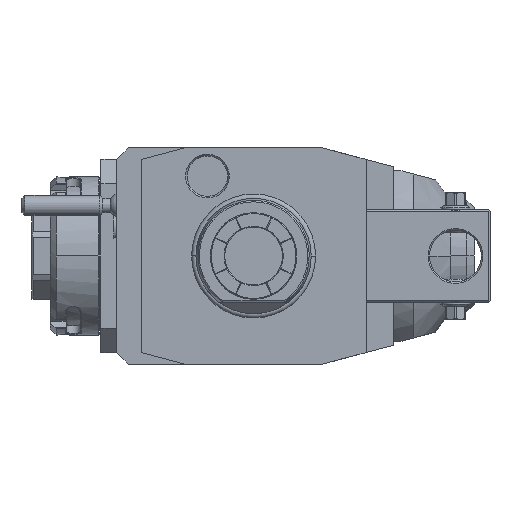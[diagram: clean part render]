
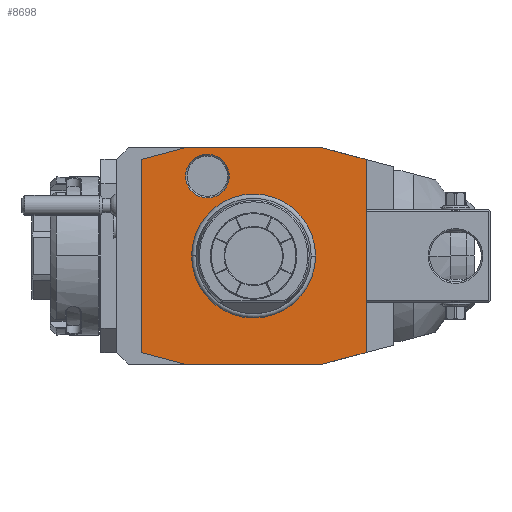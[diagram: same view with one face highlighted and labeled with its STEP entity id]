
A CAD part, front view. The second image highlights one B-rep face of the part: STEP entity #8698.
In plain terms, the highlighted planar face has unit normal (0, -1, 0).
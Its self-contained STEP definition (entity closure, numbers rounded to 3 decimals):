
#1=DIRECTION('',(-1.,0.,0.));
#2=VECTOR('',#1,48.);
#3=CARTESIAN_POINT('',(24.,0.,37.5));
#4=LINE('',#3,#2);
#5=DIRECTION('',(-0.966,0.,0.259));
#6=VECTOR('',#5,15.529);
#7=CARTESIAN_POINT('',(39.,0.,33.481));
#8=LINE('',#7,#6);
#9=DIRECTION('',(0.,0.,1.));
#10=VECTOR('',#9,66.962);
#11=CARTESIAN_POINT('',(39.,0.,-33.481));
#12=LINE('',#11,#10);
#13=DIRECTION('',(0.966,0.,0.259));
#14=VECTOR('',#13,15.529);
#15=CARTESIAN_POINT('',(24.,0.,-37.5));
#16=LINE('',#15,#14);
#17=DIRECTION('',(1.,0.,0.));
#18=VECTOR('',#17,48.);
#19=CARTESIAN_POINT('',(-24.,0.,-37.5));
#20=LINE('',#19,#18);
#21=DIRECTION('',(0.966,0.,-0.259));
#22=VECTOR('',#21,15.529);
#23=CARTESIAN_POINT('',(-39.,0.,-33.481));
#24=LINE('',#23,#22);
#25=DIRECTION('',(0.,0.,-1.));
#26=VECTOR('',#25,66.962);
#27=CARTESIAN_POINT('',(-39.,0.,33.481));
#28=LINE('',#27,#26);
#29=DIRECTION('',(-0.966,0.,-0.259));
#30=VECTOR('',#29,15.529);
#31=CARTESIAN_POINT('',(-24.,0.,37.5));
#32=LINE('',#31,#30);
#33=CARTESIAN_POINT('',(-16.,0.,27.713));
#34=DIRECTION('',(0.,1.,0.));
#35=DIRECTION('',(1.,0.,0.));
#36=AXIS2_PLACEMENT_3D('',#33,#34,#35);
#38=CARTESIAN_POINT('',(-16.,0.,27.713));
#39=DIRECTION('',(0.,1.,0.));
#40=DIRECTION('',(-1.,0.,0.));
#41=AXIS2_PLACEMENT_3D('',#38,#39,#40);
#5450=CARTESIAN_POINT('',(0.,0.,0.));
#5451=DIRECTION('',(0.,1.,0.));
#5452=DIRECTION('',(-1.,0.,0.));
#5453=AXIS2_PLACEMENT_3D('',#5450,#5451,#5452);
#5455=CARTESIAN_POINT('',(0.,0.,0.));
#5456=DIRECTION('',(0.,1.,0.));
#5457=DIRECTION('',(1.,0.,0.));
#5458=AXIS2_PLACEMENT_3D('',#5455,#5456,#5457);
#7641=CARTESIAN_POINT('',(-8.423,0.,27.713));
#7642=CARTESIAN_POINT('',(-23.577,0.,27.713));
#7643=VERTEX_POINT('',#7641);
#7644=VERTEX_POINT('',#7642);
#8457=CARTESIAN_POINT('',(24.,0.,37.5));
#8458=CARTESIAN_POINT('',(-24.,0.,37.5));
#8459=VERTEX_POINT('',#8457);
#8460=VERTEX_POINT('',#8458);
#8461=CARTESIAN_POINT('',(39.,0.,-33.481));
#8462=CARTESIAN_POINT('',(39.,0.,33.481));
#8463=VERTEX_POINT('',#8461);
#8464=VERTEX_POINT('',#8462);
#8465=CARTESIAN_POINT('',(-39.,0.,-33.481));
#8466=CARTESIAN_POINT('',(-24.,0.,-37.5));
#8467=VERTEX_POINT('',#8465);
#8468=VERTEX_POINT('',#8466);
#8469=CARTESIAN_POINT('',(-39.,0.,33.481));
#8470=VERTEX_POINT('',#8469);
#8495=CARTESIAN_POINT('',(24.,0.,-37.5));
#8496=VERTEX_POINT('',#8495);
#8537=CARTESIAN_POINT('',(-21.137,0.,0.));
#8538=CARTESIAN_POINT('',(21.137,0.,0.));
#8539=VERTEX_POINT('',#8537);
#8540=VERTEX_POINT('',#8538);
#8663=CARTESIAN_POINT('',(0.,0.,0.));
#8664=DIRECTION('',(0.,-1.,0.));
#8665=DIRECTION('',(-1.,0.,0.));
#8666=AXIS2_PLACEMENT_3D('',#8663,#8664,#8665);
#8667=PLANE('',#8666);
#8669=ORIENTED_EDGE('',*,*,#8668,.F.);
#8671=ORIENTED_EDGE('',*,*,#8670,.F.);
#8673=ORIENTED_EDGE('',*,*,#8672,.F.);
#8675=ORIENTED_EDGE('',*,*,#8674,.F.);
#8677=ORIENTED_EDGE('',*,*,#8676,.F.);
#8679=ORIENTED_EDGE('',*,*,#8678,.F.);
#8681=ORIENTED_EDGE('',*,*,#8680,.F.);
#8683=ORIENTED_EDGE('',*,*,#8682,.F.);
#8684=EDGE_LOOP('',(#8669,#8671,#8673,#8675,#8677,#8679,#8681,#8683));
#8685=FACE_OUTER_BOUND('',#8684,.F.);
#8687=ORIENTED_EDGE('',*,*,#8686,.F.);
#8689=ORIENTED_EDGE('',*,*,#8688,.F.);
#8690=EDGE_LOOP('',(#8687,#8689));
#8691=FACE_BOUND('',#8690,.F.);
#8693=ORIENTED_EDGE('',*,*,#8692,.F.);
#8695=ORIENTED_EDGE('',*,*,#8694,.F.);
#8696=EDGE_LOOP('',(#8693,#8695));
#8697=FACE_BOUND('',#8696,.F.);
#37=CIRCLE('',#36,7.577);
#42=CIRCLE('',#41,7.577);
#5454=CIRCLE('',#5453,21.137);
#5459=CIRCLE('',#5458,21.137);
#8668=EDGE_CURVE('',#8459,#8460,#4,.T.);
#8670=EDGE_CURVE('',#8464,#8459,#8,.T.);
#8672=EDGE_CURVE('',#8463,#8464,#12,.T.);
#8674=EDGE_CURVE('',#8496,#8463,#16,.T.);
#8676=EDGE_CURVE('',#8468,#8496,#20,.T.);
#8678=EDGE_CURVE('',#8467,#8468,#24,.T.);
#8680=EDGE_CURVE('',#8470,#8467,#28,.T.);
#8682=EDGE_CURVE('',#8460,#8470,#32,.T.);
#8686=EDGE_CURVE('',#8539,#8540,#5454,.T.);
#8688=EDGE_CURVE('',#8540,#8539,#5459,.T.);
#8692=EDGE_CURVE('',#7643,#7644,#37,.T.);
#8694=EDGE_CURVE('',#7644,#7643,#42,.T.);
#8698=ADVANCED_FACE('',(#8685,#8691,#8697),#8667,.T.);
